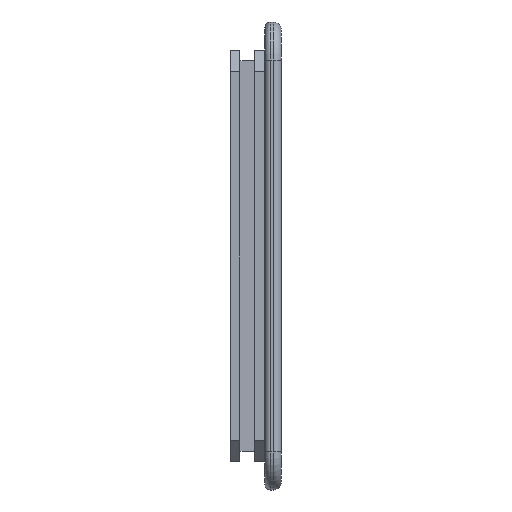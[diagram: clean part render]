
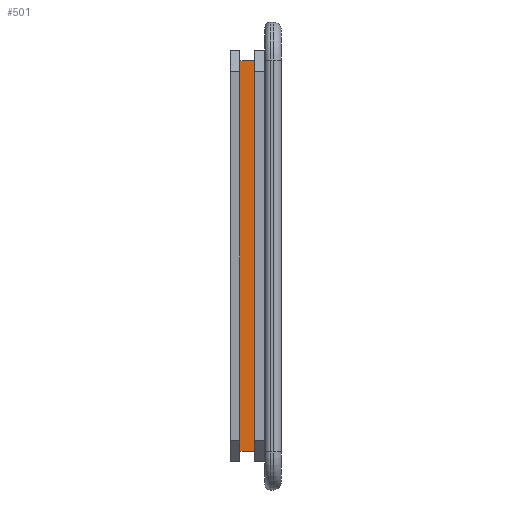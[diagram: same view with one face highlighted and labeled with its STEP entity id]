
A CAD part, left-side view. The second image highlights one B-rep face of the part: STEP entity #501.
In plain terms, the highlighted planar face has unit normal (-1, 0, 0).
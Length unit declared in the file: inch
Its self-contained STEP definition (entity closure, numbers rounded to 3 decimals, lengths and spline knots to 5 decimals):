
#35 = DIRECTION ( 'NONE',  ( 0., 0., 1. ) ) ;
#81 = CARTESIAN_POINT ( 'NONE',  ( 0.0715, 0.049, -0.7885 ) ) ;
#169 = AXIS2_PLACEMENT_3D ( 'NONE', #1853, #1686, #1761 ) ;
#192 = EDGE_CURVE ( 'NONE', #1399, #1789, #258, .T. ) ;
#258 = LINE ( 'NONE', #765, #1208 ) ;
#291 = ORIENTED_EDGE ( 'NONE', *, *, #1863, .T. ) ;
#422 = CARTESIAN_POINT ( 'NONE',  ( 0.0715, 0.049, -0.0715 ) ) ;
#442 = ORIENTED_EDGE ( 'NONE', *, *, #1607, .T. ) ;
#464 = LINE ( 'NONE', #1103, #766 ) ;
#501 = ADVANCED_FACE ( 'NONE', ( #2013 ), #1192, .T. ) ;
#508 = VERTEX_POINT ( 'NONE', #990 ) ;
#544 = ORIENTED_EDGE ( 'NONE', *, *, #2082, .F. ) ;
#577 = CARTESIAN_POINT ( 'NONE',  ( 0.0715, 0.076, -0.7885 ) ) ;
#752 = DIRECTION ( 'NONE',  ( 0., 1., 0. ) ) ;
#765 = CARTESIAN_POINT ( 'NONE',  ( 0.0715, 0.076, -0.7885 ) ) ;
#766 = VECTOR ( 'NONE', #752, 39.37008 ) ;
#990 = CARTESIAN_POINT ( 'NONE',  ( 0.0715, 0.049, -0.0715 ) ) ;
#996 = LINE ( 'NONE', #1805, #1487 ) ;
#1019 = ORIENTED_EDGE ( 'NONE', *, *, #192, .F. ) ;
#1073 = DIRECTION ( 'NONE',  ( 0., 1., 0. ) ) ;
#1103 = CARTESIAN_POINT ( 'NONE',  ( 0.0715, 0.049, -0.7885 ) ) ;
#1192 = PLANE ( 'NONE',  #169 ) ;
#1208 = VECTOR ( 'NONE', #1444, 39.37008 ) ;
#1223 = VECTOR ( 'NONE', #1073, 39.37008 ) ;
#1399 = VERTEX_POINT ( 'NONE', #577 ) ;
#1444 = DIRECTION ( 'NONE',  ( 0., 0., 1. ) ) ;
#1487 = VECTOR ( 'NONE', #35, 39.37008 ) ;
#1607 = EDGE_CURVE ( 'NONE', #2012, #508, #996, .T. ) ;
#1686 = DIRECTION ( 'NONE',  ( -1., 0., 0. ) ) ;
#1761 = DIRECTION ( 'NONE',  ( 0., 0., 1. ) ) ;
#1789 = VERTEX_POINT ( 'NONE', #2032 ) ;
#1805 = CARTESIAN_POINT ( 'NONE',  ( 0.0715, 0.049, -0.7885 ) ) ;
#1853 = CARTESIAN_POINT ( 'NONE',  ( 0.0715, 0.049, -0.7885 ) ) ;
#1863 = EDGE_CURVE ( 'NONE', #508, #1789, #1891, .T. ) ;
#1891 = LINE ( 'NONE', #422, #1223 ) ;
#1901 = EDGE_LOOP ( 'NONE', ( #1019, #544, #442, #291 ) ) ;
#2012 = VERTEX_POINT ( 'NONE', #81 ) ;
#2013 = FACE_OUTER_BOUND ( 'NONE', #1901, .T. ) ;
#2032 = CARTESIAN_POINT ( 'NONE',  ( 0.0715, 0.076, -0.0715 ) ) ;
#2082 = EDGE_CURVE ( 'NONE', #2012, #1399, #464, .T. ) ;
